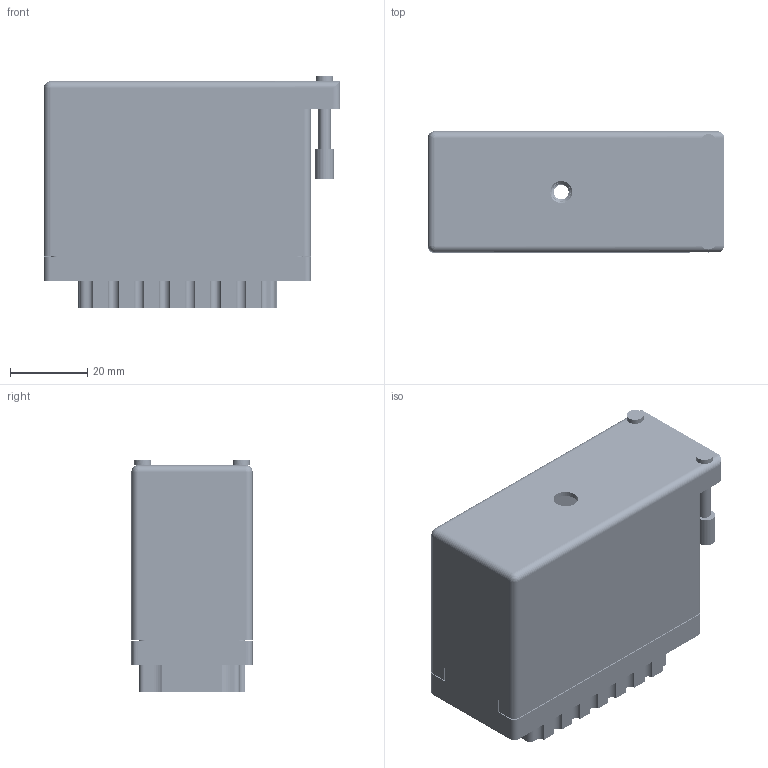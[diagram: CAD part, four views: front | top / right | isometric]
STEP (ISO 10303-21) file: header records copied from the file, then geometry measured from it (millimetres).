
FILE_DESCRIPTION (( 'STEP AP203' ), '1' );
FILE_NAME ('516-090-500-256.STEP', '2020-03-06T17:25:37', ( '' ), ( '' ), 'SwSTEP 2.0', 'SolidWorks 2016', '' );
FILE_SCHEMA (( 'CONFIG_CONTROL_DESIGN' ));
Length unit declared in the file: inch
Products named in the file (5): 516-252-095-100; 516-090-500-256; 516-292-001_500 Contact; 516-230-001_Metal - 090 Side Entry; 516 Part Receptacle_090
Assembly tree (93 placements, depth 2):
  516-090-500-256
    516 Part Receptacle_090
    516-292-001_500 Contact  x90
    516-230-001_Metal - 090 Side Entry
    516-252-095-100
Bounding box: 76.66 x 31.34 x 59.84 mm (x, y, z)
Volume: 37906.9 mm3; surface area: 68291.6 mm2
Topology: 93 solids, 93 shells, 8878 faces, 25823 edges, 17147 vertices
Faces by surface type: plane 5289, cylinder 3029, bspline 546, cone 12, sphere 2
Entity records: 76430 total; most frequent: CARTESIAN_POINT 14931, ORIENTED_EDGE 12482, DIRECTION 12144, EDGE_CURVE 6241, LINE 4558, VECTOR 4558, VERTEX_POINT 4153, AXIS2_PLACEMENT_3D 3793
